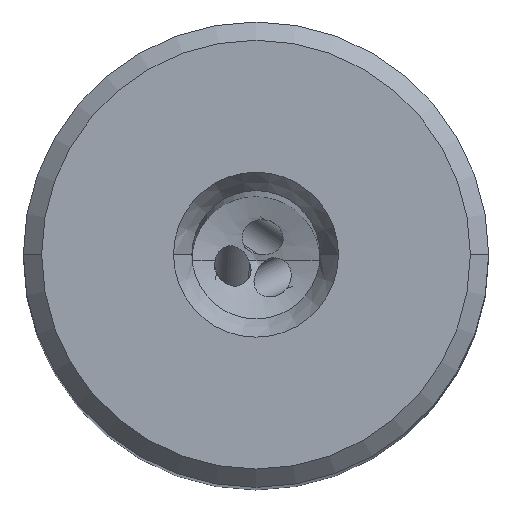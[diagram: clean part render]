
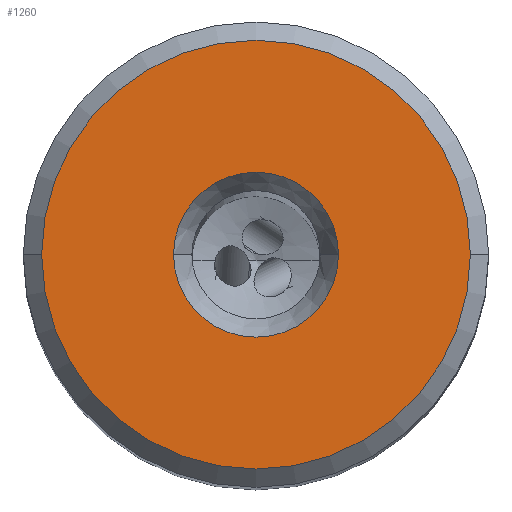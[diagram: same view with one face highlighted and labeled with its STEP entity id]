
A CAD part, top view. The second image highlights one B-rep face of the part: STEP entity #1260.
In plain terms, the highlighted planar face has unit normal (0, 0, 1).
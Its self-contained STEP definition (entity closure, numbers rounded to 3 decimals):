
#84=FACE_BOUND('',#2061,.T.);
#85=FACE_BOUND('',#2062,.T.);
#380=PLANE('',#7554);
#1260=ADVANCED_FACE('',(#84,#85),#380,.T.);
#2061=EDGE_LOOP('',(#3867,#3868,#3869));
#2062=EDGE_LOOP('',(#3870,#3871));
#2410=CIRCLE('',#7548,4.5);
#2411=CIRCLE('',#7550,11.7);
#2412=CIRCLE('',#7551,11.7);
#2413=CIRCLE('',#7552,11.7);
#2414=CIRCLE('',#7553,4.5);
#3867=ORIENTED_EDGE('',*,*,#6282,.F.);
#3868=ORIENTED_EDGE('',*,*,#6283,.F.);
#3869=ORIENTED_EDGE('',*,*,#6284,.F.);
#3870=ORIENTED_EDGE('',*,*,#6285,.F.);
#3871=ORIENTED_EDGE('',*,*,#6281,.F.);
#5350=VERTEX_POINT('',#15754);
#5351=VERTEX_POINT('',#15756);
#5352=VERTEX_POINT('',#15760);
#5353=VERTEX_POINT('',#15761);
#5354=VERTEX_POINT('',#15763);
#6281=EDGE_CURVE('',#5351,#5350,#2410,.T.);
#6282=EDGE_CURVE('',#5352,#5353,#2411,.T.);
#6283=EDGE_CURVE('',#5354,#5352,#2412,.T.);
#6284=EDGE_CURVE('',#5353,#5354,#2413,.T.);
#6285=EDGE_CURVE('',#5350,#5351,#2414,.T.);
#7548=AXIS2_PLACEMENT_3D('',#15757,#8949,#8950);
#7550=AXIS2_PLACEMENT_3D('',#15759,#8953,#8954);
#7551=AXIS2_PLACEMENT_3D('',#15762,#8955,#8956);
#7552=AXIS2_PLACEMENT_3D('',#15764,#8957,#8958);
#7553=AXIS2_PLACEMENT_3D('',#15765,#8959,#8960);
#7554=AXIS2_PLACEMENT_3D('',#15766,#8961,#8962);
#8949=DIRECTION('',(0.,0.,1.));
#8950=DIRECTION('',(1.,0.,0.));
#8953=DIRECTION('',(0.,0.,-1.));
#8954=DIRECTION('',(-1.,0.,0.));
#8955=DIRECTION('',(0.,0.,-1.));
#8956=DIRECTION('',(0.,-1.,0.));
#8957=DIRECTION('',(0.,0.,-1.));
#8958=DIRECTION('',(1.,0.,0.));
#8959=DIRECTION('',(0.,0.,1.));
#8960=DIRECTION('',(-1.,0.,0.));
#8961=DIRECTION('',(0.,0.,1.));
#8962=DIRECTION('',(-1.,0.,0.));
#15754=CARTESIAN_POINT('',(-4.5,0.,0.));
#15756=CARTESIAN_POINT('',(4.5,0.,0.));
#15757=CARTESIAN_POINT('',(0.,0.,0.));
#15759=CARTESIAN_POINT('',(0.,0.,0.));
#15760=CARTESIAN_POINT('',(-11.7,0.,0.));
#15761=CARTESIAN_POINT('',(11.7,0.,0.));
#15762=CARTESIAN_POINT('',(0.,0.,0.));
#15763=CARTESIAN_POINT('',(0.,-11.7,0.));
#15764=CARTESIAN_POINT('',(0.,0.,0.));
#15765=CARTESIAN_POINT('',(0.,0.,0.));
#15766=CARTESIAN_POINT('',(0.,0.,0.));
